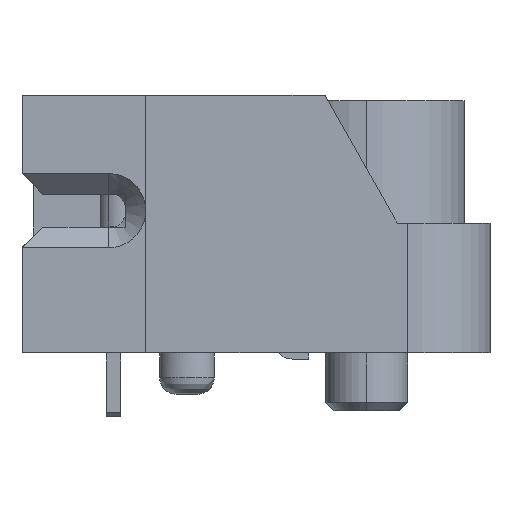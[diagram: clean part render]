
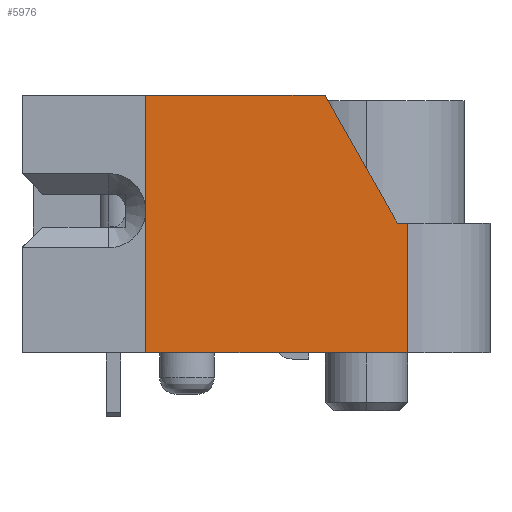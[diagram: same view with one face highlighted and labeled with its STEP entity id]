
A CAD part, left-side view. The second image highlights one B-rep face of the part: STEP entity #5976.
In plain terms, the highlighted planar face has unit normal (-1, 0, 0).
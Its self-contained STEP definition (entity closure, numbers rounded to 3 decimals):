
#3825=CARTESIAN_POINT('',(-22.5,-1.835,0.15));
#3826=VERTEX_POINT('',#3825);
#3834=CARTESIAN_POINT('',(-22.5,4.515,0.15));
#3835=VERTEX_POINT('',#3834);
#3836=CARTESIAN_POINT('',(-22.5,4.515,0.15));
#3837=DIRECTION('',(0.0,-1.0,0.0));
#3838=VECTOR('',#3837,6.35);
#3839=LINE('',#3836,#3838);
#3840=EDGE_CURVE('',#3835,#3826,#3839,.T.);
#5930=CARTESIAN_POINT('',(-22.5,-2.153,6.713));
#5931=DIRECTION('',(1.0,0.0,0.0));
#5932=DIRECTION('',(0.0,1.0,0.0));
#5933=AXIS2_PLACEMENT_3D('',#5930,#5931,#5932);
#5934=PLANE('',#5933);
#5935=CARTESIAN_POINT('',(-22.5,-1.585,3.3));
#5936=VERTEX_POINT('',#5935);
#5937=CARTESIAN_POINT('',(-22.5,-1.835,3.3));
#5938=VERTEX_POINT('',#5937);
#5939=CARTESIAN_POINT('',(-22.5,-1.585,3.3));
#5940=DIRECTION('',(0.0,-1.0,0.0));
#5941=VECTOR('',#5940,0.25);
#5942=LINE('',#5939,#5941);
#5943=EDGE_CURVE('',#5936,#5938,#5942,.T.);
#5944=ORIENTED_EDGE('',*,*,#5943,.F.);
#5945=CARTESIAN_POINT('',(-22.5,0.165,6.4));
#5946=VERTEX_POINT('',#5945);
#5947=CARTESIAN_POINT('',(-22.5,0.165,6.4));
#5948=DIRECTION('',(0.0,-0.492,-0.871));
#5949=VECTOR('',#5948,3.56);
#5950=LINE('',#5947,#5949);
#5951=EDGE_CURVE('',#5946,#5936,#5950,.T.);
#5952=ORIENTED_EDGE('',*,*,#5951,.F.);
#5953=CARTESIAN_POINT('',(-22.5,4.515,6.4));
#5954=VERTEX_POINT('',#5953);
#5955=CARTESIAN_POINT('',(-22.5,4.515,6.4));
#5956=DIRECTION('',(0.0,-1.0,0.0));
#5957=VECTOR('',#5956,4.35);
#5958=LINE('',#5955,#5957);
#5959=EDGE_CURVE('',#5954,#5946,#5958,.T.);
#5960=ORIENTED_EDGE('',*,*,#5959,.F.);
#5961=CARTESIAN_POINT('',(-22.5,4.515,0.15));
#5962=DIRECTION('',(0.0,0.0,1.0));
#5963=VECTOR('',#5962,6.25);
#5964=LINE('',#5961,#5963);
#5965=EDGE_CURVE('',#3835,#5954,#5964,.T.);
#5966=ORIENTED_EDGE('',*,*,#5965,.F.);
#5967=ORIENTED_EDGE('',*,*,#3840,.T.);
#5968=CARTESIAN_POINT('',(-22.5,-1.835,0.15));
#5969=DIRECTION('',(0.0,0.0,1.0));
#5970=VECTOR('',#5969,3.15);
#5971=LINE('',#5968,#5970);
#5972=EDGE_CURVE('',#3826,#5938,#5971,.T.);
#5973=ORIENTED_EDGE('',*,*,#5972,.T.);
#5974=EDGE_LOOP('',(#5944,#5952,#5960,#5966,#5967,#5973));
#5975=FACE_OUTER_BOUND('',#5974,.T.);
#5976=ADVANCED_FACE('',(#5975),#5934,.F.);
